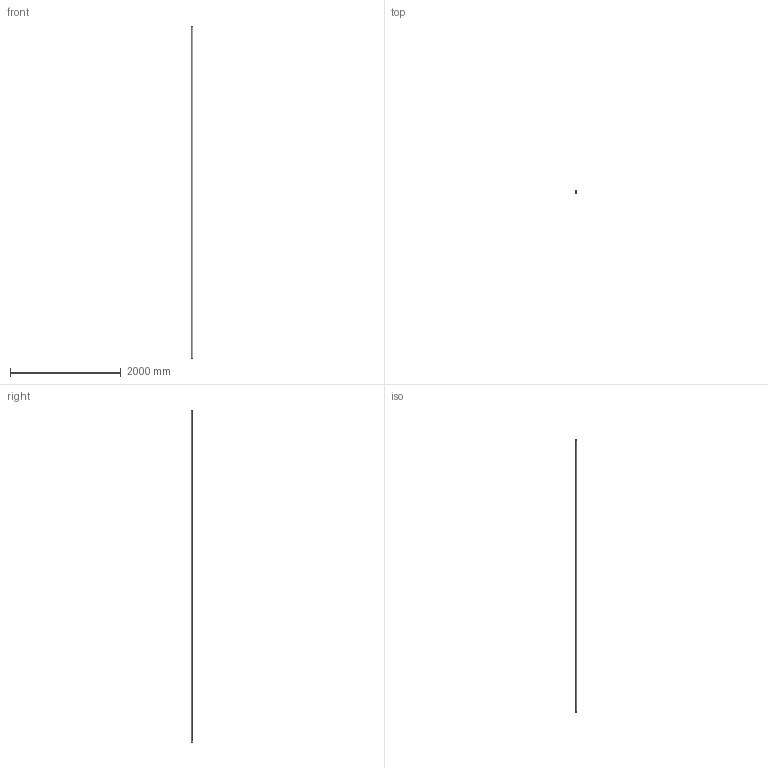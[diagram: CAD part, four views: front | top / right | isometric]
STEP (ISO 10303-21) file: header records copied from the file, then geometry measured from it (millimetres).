
FILE_DESCRIPTION (( 'STEP AP203' ), '1' );
FILE_NAME ('55121-STG.step', '2021-12-22T10:33:00', ( '' ), ( '' ), 'SwSTEP 2.0', 'SolidWorks 2018', '' );
FILE_SCHEMA (( 'CONFIG_CONTROL_DESIGN' ));
Length unit declared in the file: millimetre
Products named in the file (2): 55121-STG
Bounding box: 33.7 x 33.7 x 6000 mm (x, y, z)
Volume: 1470264.8 mm3; surface area: 1176711.6 mm2
Topology: 1 solids, 1 shells, 228 faces, 620 edges, 406 vertices
Faces by surface type: plane 104, bspline 94, cylinder 30
Entity records: 10957 total; most frequent: CARTESIAN_POINT 5692, ORIENTED_EDGE 1240, DIRECTION 770, EDGE_CURVE 620, VERTEX_POINT 406, VECTOR 306, LINE 306, EDGE_LOOP 242
